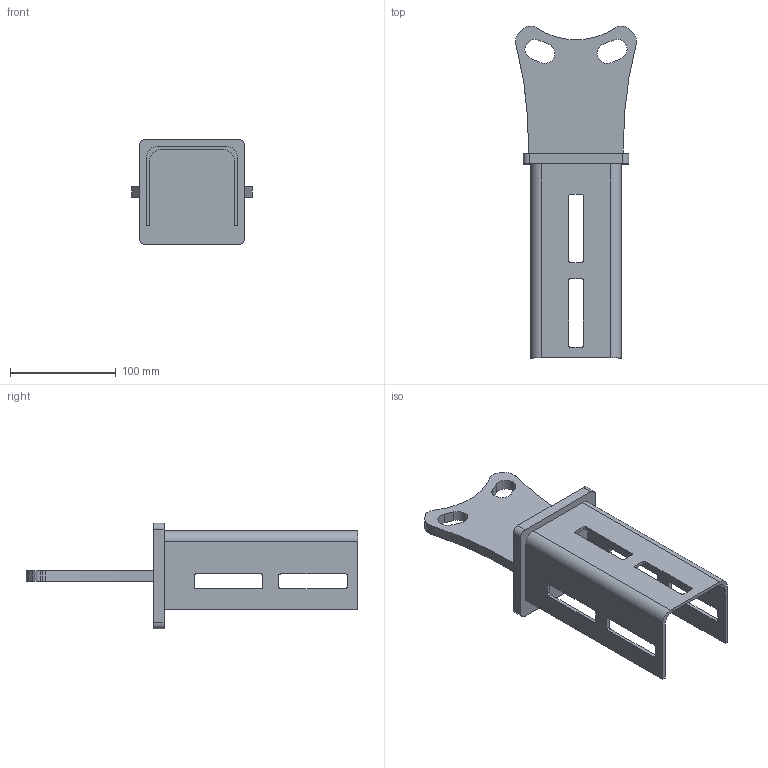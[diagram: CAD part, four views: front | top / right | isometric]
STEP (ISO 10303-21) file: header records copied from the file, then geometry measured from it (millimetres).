
FILE_DESCRIPTION (( 'STEP AP214' ), '1' );
FILE_NAME ('R954-181.STEP', '2024-06-12T11:06:34', ( '' ), ( '' ), 'SwSTEP 2.0', 'SolidWorks 2024', '' );
FILE_SCHEMA (( 'AUTOMOTIVE_DESIGN' ));
Length unit declared in the file: millimetre
Products named in the file (1): R954-181
Bounding box: 114 x 314.06 x 100 mm (x, y, z)
Volume: 312281.2 mm3; surface area: 122748.2 mm2
Topology: 1 solids, 1 shells, 97 faces, 279 edges, 186 vertices
Faces by surface type: plane 49, cylinder 48
Entity records: 3264 total; most frequent: DIRECTION 571, CARTESIAN_POINT 563, ORIENTED_EDGE 558, EDGE_CURVE 279, AXIS2_PLACEMENT_3D 194, VERTEX_POINT 186, VECTOR 183, LINE 183
